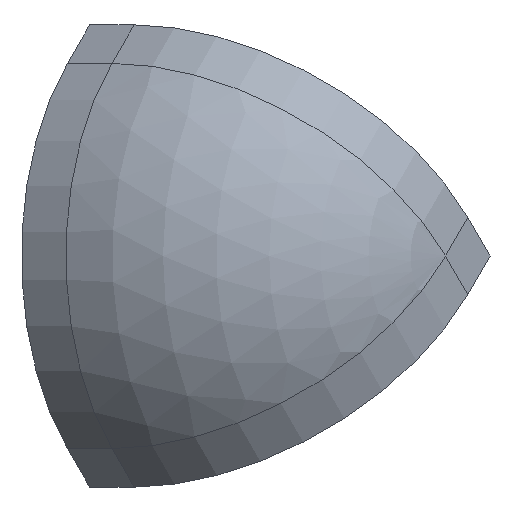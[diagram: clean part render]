
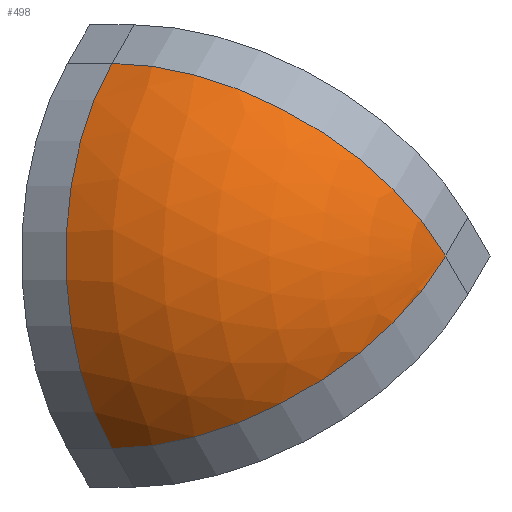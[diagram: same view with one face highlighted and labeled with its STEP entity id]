
A CAD part, front view. The second image highlights one B-rep face of the part: STEP entity #498.
In plain terms, the highlighted spherical face has radius 25 mm.
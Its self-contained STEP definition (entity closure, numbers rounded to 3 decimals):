
#16=SPHERICAL_SURFACE('',#573,25.);
#53=FACE_OUTER_BOUND('',#85,.T.);
#85=EDGE_LOOP('',(#401,#402,#403));
#205=CIRCLE('',#574,25.);
#206=CIRCLE('',#575,25.);
#207=CIRCLE('',#576,25.);
#239=VERTEX_POINT('',#840);
#240=VERTEX_POINT('',#841);
#241=VERTEX_POINT('',#843);
#296=EDGE_CURVE('',#239,#240,#205,.T.);
#297=EDGE_CURVE('',#239,#241,#206,.T.);
#298=EDGE_CURVE('',#240,#241,#207,.T.);
#401=ORIENTED_EDGE('',*,*,#296,.F.);
#402=ORIENTED_EDGE('',*,*,#297,.T.);
#403=ORIENTED_EDGE('',*,*,#298,.F.);
#498=ADVANCED_FACE('',(#53),#16,.T.);
#573=AXIS2_PLACEMENT_3D('',#839,#686,#687);
#574=AXIS2_PLACEMENT_3D('',#842,#688,#689);
#575=AXIS2_PLACEMENT_3D('',#844,#690,#691);
#576=AXIS2_PLACEMENT_3D('',#845,#692,#693);
#686=DIRECTION('center_axis',(-0.817,0.577,0.));
#687=DIRECTION('ref_axis',(-0.408,-0.577,-0.707));
#688=DIRECTION('center_axis',(-0.817,0.577,0.));
#689=DIRECTION('ref_axis',(-0.577,-0.817,0.));
#690=DIRECTION('center_axis',(-0.408,-0.577,0.707));
#691=DIRECTION('ref_axis',(0.902,-0.138,0.408));
#692=DIRECTION('center_axis',(0.408,0.577,0.707));
#693=DIRECTION('ref_axis',(0.902,-0.138,-0.408));
#839=CARTESIAN_POINT('Origin',(0.,0.,
0.));
#840=CARTESIAN_POINT('',(-10.205,-14.435,-17.678));
#841=CARTESIAN_POINT('',(-10.205,-14.435,17.678));
#842=CARTESIAN_POINT('Origin',(0.,0.,
0.));
#843=CARTESIAN_POINT('',(20.414,-14.432,0.));
#844=CARTESIAN_POINT('Origin',(0.,0.,
0.));
#845=CARTESIAN_POINT('Origin',(0.,0.,
0.));
